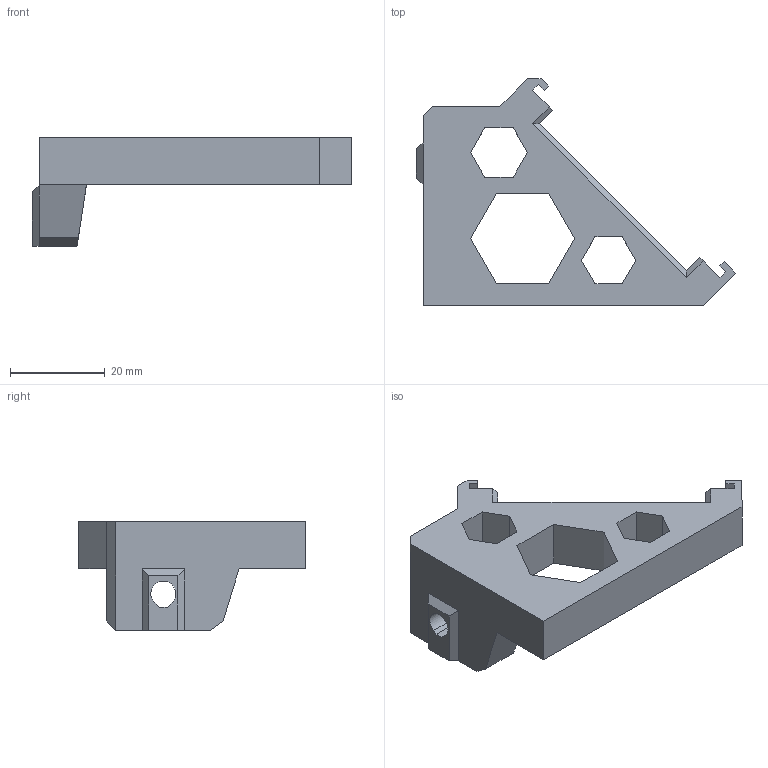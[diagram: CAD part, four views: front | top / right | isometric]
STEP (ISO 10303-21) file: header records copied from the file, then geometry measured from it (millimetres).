
FILE_DESCRIPTION(/* description */ (''),/* implementation_level */ '2;1');
FILE_NAME(/* name */ 'lcd_support_b.step',/* time_stamp */ '2017-10-29T14:22:06+01:00',/* author */ ('gregsaun'),/* organization */ (''),/* preprocessor_version */ 'ST-DEVELOPER v16.13',/* originating_system */ 'Autodesk Translation Framework v6.5.0.72',/* authorisation */ '');
FILE_SCHEMA (('AUTOMOTIVE_DESIGN { 1 0 10303 214 3 1 1 }'));
Length unit declared in the file: millimetre
Products named in the file (1): lcd_support_b
Bounding box: 67.4 x 47.88 x 23 mm (x, y, z)
Volume: 14341.4 mm3; surface area: 8176 mm2
Topology: 1 solids, 4 shells, 83 faces, 221 edges, 144 vertices
Faces by surface type: plane 81, cylinder 2
Entity records: 2570 total; most frequent: CARTESIAN_POINT 449, ORIENTED_EDGE 442, DIRECTION 394, EDGE_CURVE 221, LINE 216, VECTOR 216, VERTEX_POINT 144, EDGE_LOOP 89
